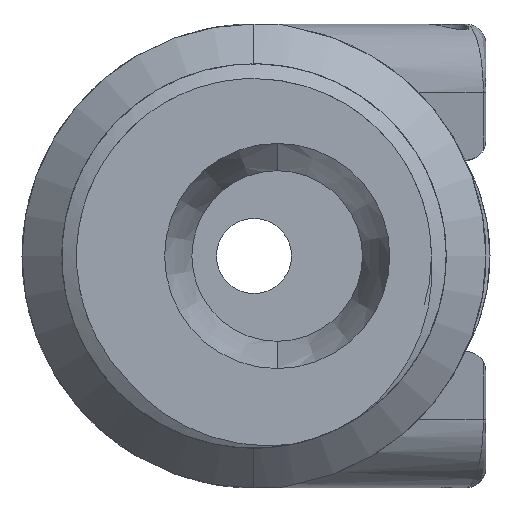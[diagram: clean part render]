
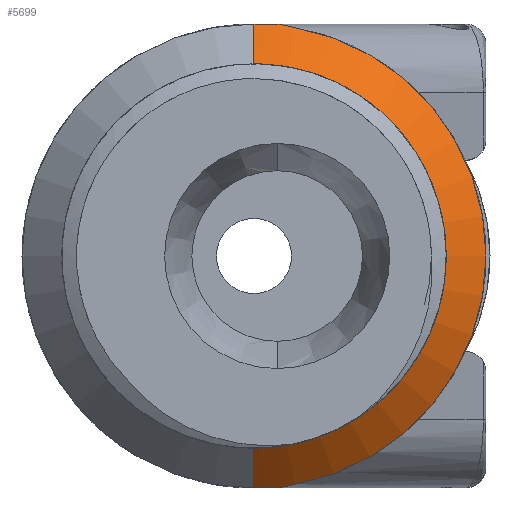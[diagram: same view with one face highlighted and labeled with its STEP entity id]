
A CAD part, front view. The second image highlights one B-rep face of the part: STEP entity #5699.
In plain terms, the highlighted conical face has half-angle 45 degrees and reference radius 13 mm.
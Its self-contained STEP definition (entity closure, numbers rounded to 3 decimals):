
#27 = DIRECTION ( 'NONE',  ( 0., -1., 0. ) ) ;
#31 = CARTESIAN_POINT ( 'NONE',  ( 2.958, 18.5, -16.741 ) ) ;
#60 = B_SPLINE_CURVE_WITH_KNOTS ( 'NONE', 3,
 ( #889, #6603, #5969, #4552 ),
 .UNSPECIFIED., .F., .F.,
 ( 4, 4 ),
 ( 0.021, 0.022 ),
 .UNSPECIFIED. ) ;
#109 = VERTEX_POINT ( 'NONE', #3285 ) ;
#399 = AXIS2_PLACEMENT_3D ( 'NONE', #1044, #2225, #6199 ) ;
#700 = CONICAL_SURFACE ( 'NONE', #6868, 13., 0.785 ) ;
#753 = ORIENTED_EDGE ( 'NONE', *, *, #4725, .F. ) ;
#812 = CARTESIAN_POINT ( 'NONE',  ( 1.454, 18.559, 17. ) ) ;
#889 = CARTESIAN_POINT ( 'NONE',  ( 0., 18.5, 17. ) ) ;
#900 = B_SPLINE_CURVE_WITH_KNOTS ( 'NONE', 3,
 ( #4491, #1143, #3816, #6758 ),
 .UNSPECIFIED., .F., .F.,
 ( 4, 4 ),
 ( 0.042, 0.043 ),
 .UNSPECIFIED. ) ;
#940 = AXIS2_PLACEMENT_3D ( 'NONE', #7302, #27, #1109 ) ;
#1044 = CARTESIAN_POINT ( 'NONE',  ( 0., 18.5, 0. ) ) ;
#1109 = DIRECTION ( 'NONE',  ( 0., 0., -1. ) ) ;
#1143 = CARTESIAN_POINT ( 'NONE',  ( 0.764, 18.513, -17. ) ) ;
#1153 = EDGE_CURVE ( 'NONE', #2227, #4282, #60, .T. ) ;
#1177 = CARTESIAN_POINT ( 'NONE',  ( 2.365, 18.559, -16.897 ) ) ;
#1190 = CARTESIAN_POINT ( 'NONE',  ( 0., 14.5, -13. ) ) ;
#1321 = DIRECTION ( 'NONE',  ( 0., 0., 1. ) ) ;
#1470 = VERTEX_POINT ( 'NONE', #3056 ) ;
#1696 = ORIENTED_EDGE ( 'NONE', *, *, #1738, .T. ) ;
#1725 = LINE ( 'NONE', #1190, #3403 ) ;
#1738 = EDGE_CURVE ( 'NONE', #2910, #4282, #4529, .T. ) ;
#1783 = EDGE_CURVE ( 'NONE', #1470, #2965, #900, .T. ) ;
#1876 = ORIENTED_EDGE ( 'NONE', *, *, #2461, .T. ) ;
#2093 = CARTESIAN_POINT ( 'NONE',  ( 0., 14.5, 13. ) ) ;
#2151 = CARTESIAN_POINT ( 'NONE',  ( 1.76, 18.569, -16.98 ) ) ;
#2225 = DIRECTION ( 'NONE',  ( 0., -1., 0. ) ) ;
#2227 = VERTEX_POINT ( 'NONE', #4793 ) ;
#2244 = DIRECTION ( 'NONE',  ( 0., 0.707, 0.707 ) ) ;
#2459 = DIRECTION ( 'NONE',  ( 0., 1., 0. ) ) ;
#2461 = EDGE_CURVE ( 'NONE', #109, #2965, #1725, .T. ) ;
#2581 = EDGE_CURVE ( 'NONE', #1470, #4620, #5497, .T. ) ;
#2615 = EDGE_CURVE ( 'NONE', #4620, #2910, #7146, .T. ) ;
#2649 = VECTOR ( 'NONE', #2244, 1000. ) ;
#2765 = ORIENTED_EDGE ( 'NONE', *, *, #1783, .F. ) ;
#2781 = CARTESIAN_POINT ( 'NONE',  ( 1.454, 18.559, -17. ) ) ;
#2813 = CARTESIAN_POINT ( 'NONE',  ( 2.664, 18.539, -16.833 ) ) ;
#2829 = DIRECTION ( 'NONE',  ( 0., 0.707, -0.707 ) ) ;
#2910 = VERTEX_POINT ( 'NONE', #6825 ) ;
#2965 = VERTEX_POINT ( 'NONE', #3889 ) ;
#3056 = CARTESIAN_POINT ( 'NONE',  ( 1.145, 18.539, -17. ) ) ;
#3280 = EDGE_CURVE ( 'NONE', #3345, #2227, #6068, .T. ) ;
#3285 = CARTESIAN_POINT ( 'NONE',  ( 0., 14.5, -13. ) ) ;
#3345 = VERTEX_POINT ( 'NONE', #2093 ) ;
#3403 = VECTOR ( 'NONE', #2829, 1000. ) ;
#3511 = CARTESIAN_POINT ( 'NONE',  ( 2.958, 18.5, -16.741 ) ) ;
#3816 = CARTESIAN_POINT ( 'NONE',  ( 0.382, 18.5, -17. ) ) ;
#3889 = CARTESIAN_POINT ( 'NONE',  ( 0., 18.5, -17. ) ) ;
#4195 = ORIENTED_EDGE ( 'NONE', *, *, #2581, .T. ) ;
#4282 = VERTEX_POINT ( 'NONE', #6847 ) ;
#4374 = CARTESIAN_POINT ( 'NONE',  ( 2.664, 18.539, 16.833 ) ) ;
#4491 = CARTESIAN_POINT ( 'NONE',  ( 1.145, 18.539, -17. ) ) ;
#4522 = CARTESIAN_POINT ( 'NONE',  ( 0., 14.5, 0. ) ) ;
#4529 = B_SPLINE_CURVE_WITH_KNOTS ( 'NONE', 3,
 ( #7195, #4374, #6644, #5896, #812, #5337 ),
 .UNSPECIFIED., .F., .F.,
 ( 4, 2, 4 ),
 ( 0., 0.001, 0.002 ),
 .UNSPECIFIED. ) ;
#4552 = CARTESIAN_POINT ( 'NONE',  ( 1.145, 18.539, 17. ) ) ;
#4620 = VERTEX_POINT ( 'NONE', #3511 ) ;
#4725 = EDGE_CURVE ( 'NONE', #109, #3345, #6038, .T. ) ;
#4793 = CARTESIAN_POINT ( 'NONE',  ( 0., 18.5, 17. ) ) ;
#4989 = ORIENTED_EDGE ( 'NONE', *, *, #3280, .F. ) ;
#5337 = CARTESIAN_POINT ( 'NONE',  ( 1.145, 18.539, 17. ) ) ;
#5497 = B_SPLINE_CURVE_WITH_KNOTS ( 'NONE', 3,
 ( #6684, #2781, #2151, #1177, #2813, #31 ),
 .UNSPECIFIED., .F., .F.,
 ( 4, 2, 4 ),
 ( 0., 0.001, 0.002 ),
 .UNSPECIFIED. ) ;
#5632 = CARTESIAN_POINT ( 'NONE',  ( 0., 14.5, 13. ) ) ;
#5699 = ADVANCED_FACE ( 'NONE', ( #7228 ), #700, .T. ) ;
#5817 = ORIENTED_EDGE ( 'NONE', *, *, #1153, .F. ) ;
#5896 = CARTESIAN_POINT ( 'NONE',  ( 1.76, 18.569, 16.98 ) ) ;
#5969 = CARTESIAN_POINT ( 'NONE',  ( 0.762, 18.513, 17. ) ) ;
#6038 = CIRCLE ( 'NONE', #940, 13. ) ;
#6068 = LINE ( 'NONE', #5632, #2649 ) ;
#6199 = DIRECTION ( 'NONE',  ( 0., 0., 1. ) ) ;
#6603 = CARTESIAN_POINT ( 'NONE',  ( 0.38, 18.5, 17. ) ) ;
#6644 = CARTESIAN_POINT ( 'NONE',  ( 2.365, 18.559, 16.897 ) ) ;
#6684 = CARTESIAN_POINT ( 'NONE',  ( 1.145, 18.539, -17. ) ) ;
#6758 = CARTESIAN_POINT ( 'NONE',  ( 0., 18.5, -17. ) ) ;
#6825 = CARTESIAN_POINT ( 'NONE',  ( 2.958, 18.5, 16.741 ) ) ;
#6847 = CARTESIAN_POINT ( 'NONE',  ( 1.145, 18.539, 17. ) ) ;
#6868 = AXIS2_PLACEMENT_3D ( 'NONE', #4522, #2459, #1321 ) ;
#6952 = EDGE_LOOP ( 'NONE', ( #753, #1876, #2765, #4195, #7280, #1696, #5817, #4989 ) ) ;
#7146 = CIRCLE ( 'NONE', #399, 17. ) ;
#7195 = CARTESIAN_POINT ( 'NONE',  ( 2.958, 18.5, 16.741 ) ) ;
#7228 = FACE_OUTER_BOUND ( 'NONE', #6952, .T. ) ;
#7280 = ORIENTED_EDGE ( 'NONE', *, *, #2615, .T. ) ;
#7302 = CARTESIAN_POINT ( 'NONE',  ( 0., 14.5, 0. ) ) ;
